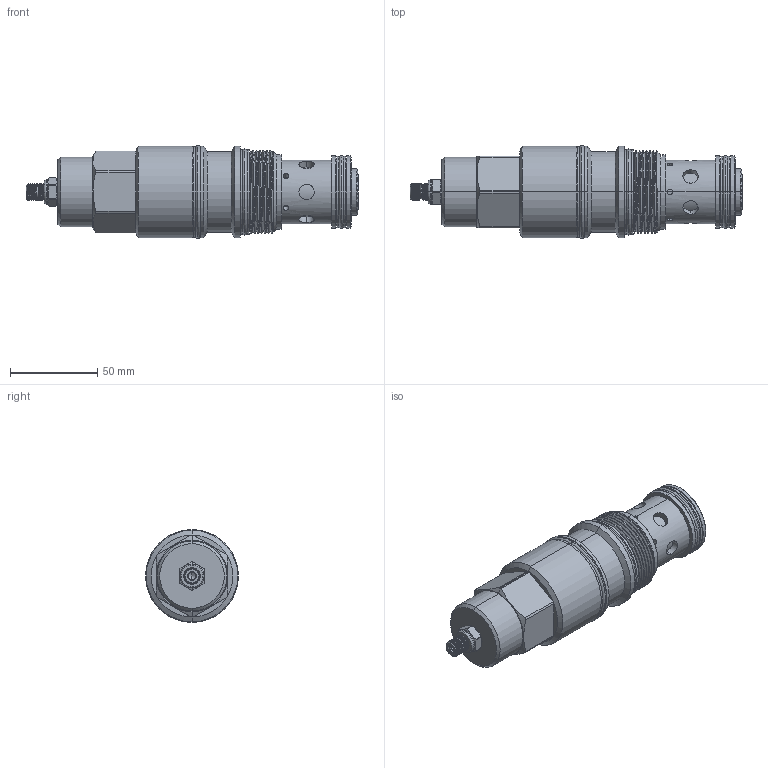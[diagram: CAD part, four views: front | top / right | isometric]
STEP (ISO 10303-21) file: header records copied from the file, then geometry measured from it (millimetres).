
FILE_DESCRIPTION (( 'STEP AP203' ), '1' );
FILE_NAME ('SC19A30-L.STEP', '2020-03-25T02:59:44', ( '' ), ( '' ), 'SwSTEP 2.0', 'SolidWorks 2018', '' );
FILE_SCHEMA (( 'CONFIG_CONTROL_DESIGN' ));
Length unit declared in the file: millimetre
Products named in the file (1): SC19A30-L
Bounding box: 190.17 x 53.11 x 53.11 mm (x, y, z)
Volume: 259046.1 mm3; surface area: 46116.1 mm2
Topology: 8 solids, 8 shells, 329 faces, 756 edges, 467 vertices
Faces by surface type: cylinder 171, plane 68, cone 48, torus 31, bspline 9, sphere 2
Entity records: 17935 total; most frequent: CARTESIAN_POINT 10649, ORIENTED_EDGE 1508, DIRECTION 1503, EDGE_CURVE 754, AXIS2_PLACEMENT_3D 625, VERTEX_POINT 467, EDGE_LOOP 373, FACE_OUTER_BOUND 329
